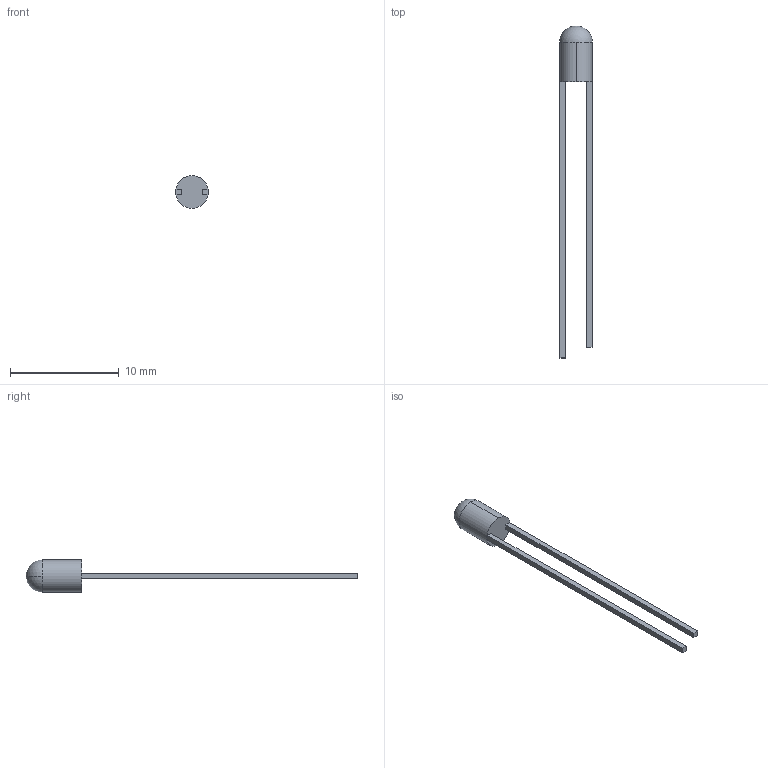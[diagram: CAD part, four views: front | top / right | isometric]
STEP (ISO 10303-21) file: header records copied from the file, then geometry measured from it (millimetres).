
FILE_DESCRIPTION (( 'STEP AP203' ), '1' );
FILE_NAME ('flangeless, 3mmx5mm, VAOL-3MWY4.STEP', '2017-10-04T22:33:30', ( '' ), ( '' ), 'SwSTEP 2.0', 'SolidWorks 2016', '' );
FILE_SCHEMA (( 'CONFIG_CONTROL_DESIGN' ));
Length unit declared in the file: inch
Products named in the file (1): flangeless, 3mmx5mm, VAOL-3MWY4
Bounding box: 3 x 30.51 x 3 mm (x, y, z)
Volume: 45.4 mm3; surface area: 157.4 mm2
Topology: 3 solids, 3 shells, 17 faces, 36 edges, 23 vertices
Faces by surface type: plane 13, cylinder 2, sphere 2
Entity records: 519 total; most frequent: DIRECTION 78, CARTESIAN_POINT 75, ORIENTED_EDGE 68, EDGE_CURVE 34, LINE 26, AXIS2_PLACEMENT_3D 26, VECTOR 26, VERTEX_POINT 23
